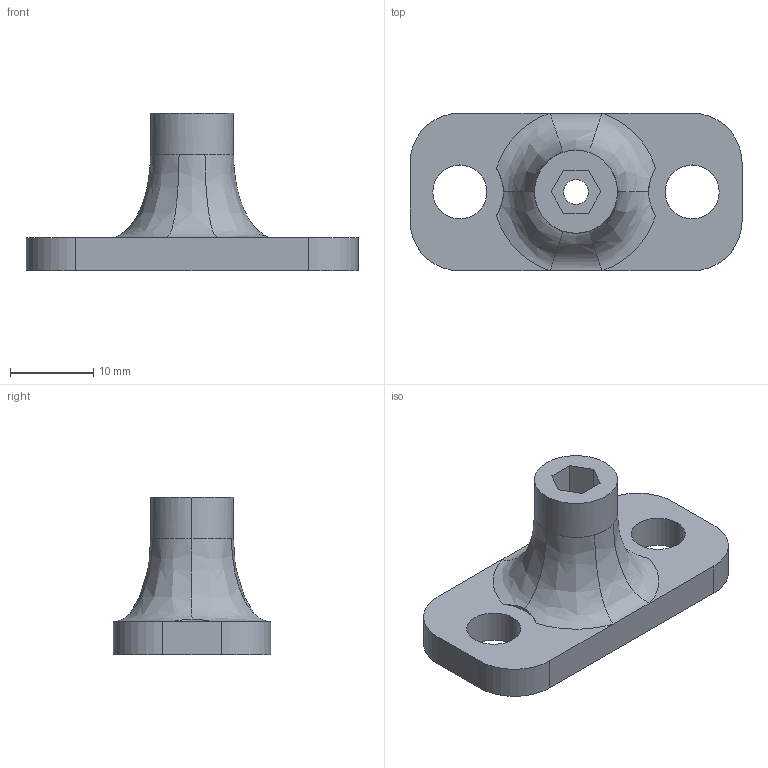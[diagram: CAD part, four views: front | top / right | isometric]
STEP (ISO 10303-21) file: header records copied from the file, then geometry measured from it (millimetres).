
FILE_DESCRIPTION (( 'STEP AP203' ), '1' );
FILE_NAME ('CameraHolderBase_new_v1.STEP', '2018-10-23T07:02:22', ( '' ), ( '' ), 'SwSTEP 2.0', 'SolidWorks 2016', '' );
FILE_SCHEMA (( 'CONFIG_CONTROL_DESIGN' ));
Length unit declared in the file: millimetre
Products named in the file (1): CameraHolderBase_new_v1
Bounding box: 40 x 19 x 19 mm (x, y, z)
Volume: 3806.4 mm3; surface area: 2655.3 mm2
Topology: 1 solids, 1 shells, 36 faces, 92 edges, 59 vertices
Faces by surface type: cylinder 15, plane 15, bspline 6
Entity records: 1770 total; most frequent: CARTESIAN_POINT 858, ORIENTED_EDGE 184, DIRECTION 157, EDGE_CURVE 92, VERTEX_POINT 59, AXIS2_PLACEMENT_3D 56, LINE 45, VECTOR 45
